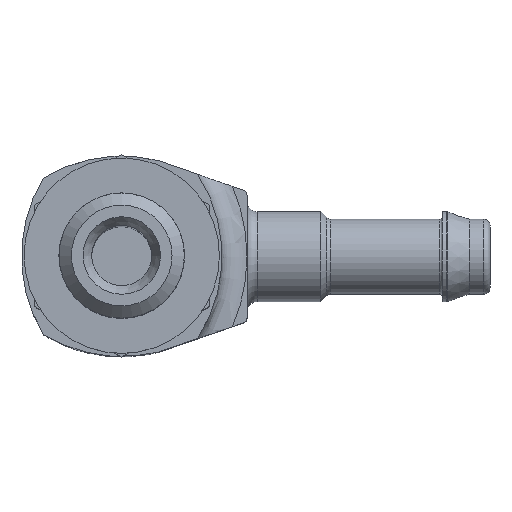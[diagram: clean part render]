
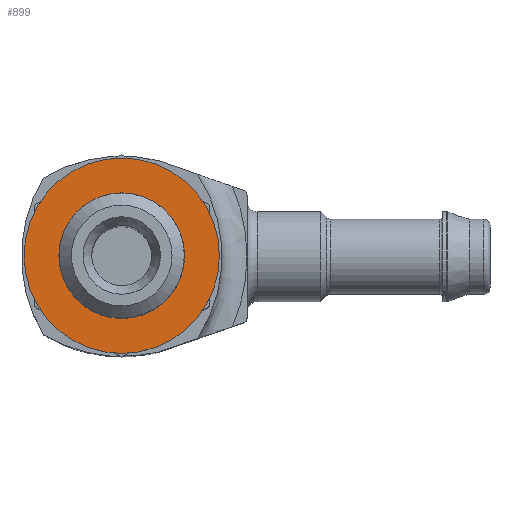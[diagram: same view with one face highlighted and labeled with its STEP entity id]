
A CAD part, top view. The second image highlights one B-rep face of the part: STEP entity #899.
In plain terms, the highlighted planar face has unit normal (0, 0, 1).
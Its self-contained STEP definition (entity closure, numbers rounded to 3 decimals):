
#128=PLANE('',#1031);
#373=ORIENTED_EDGE('',*,*,#489,.F.);
#374=ORIENTED_EDGE('',*,*,#481,.T.);
#481=EDGE_CURVE('',#561,#561,#618,.T.);
#489=EDGE_CURVE('',#569,#569,#626,.T.);
#561=VERTEX_POINT('',#1620);
#569=VERTEX_POINT('',#1643);
#618=CIRCLE('',#1015,3.9);
#626=CIRCLE('',#1030,2.51);
#718=EDGE_LOOP('',(#373));
#719=EDGE_LOOP('',(#374));
#815=FACE_BOUND('',#718,.T.);
#816=FACE_BOUND('',#719,.T.);
#899=ADVANCED_FACE('',(#815,#816),#128,.F.);
#1015=AXIS2_PLACEMENT_3D('',#1619,#1274,#1275);
#1030=AXIS2_PLACEMENT_3D('',#1642,#1304,#1305);
#1031=AXIS2_PLACEMENT_3D('',#1644,#1306,#1307);
#1274=DIRECTION('',(0.,0.,1.));
#1275=DIRECTION('',(1.,0.,0.));
#1304=DIRECTION('',(0.,0.,1.));
#1305=DIRECTION('',(1.,0.,0.));
#1306=DIRECTION('',(0.,0.,-1.));
#1307=DIRECTION('',(-1.,0.,0.));
#1619=CARTESIAN_POINT('',(0.,0.,22.3));
#1620=CARTESIAN_POINT('',(3.9,0.,22.3));
#1642=CARTESIAN_POINT('',(0.,0.,22.3));
#1643=CARTESIAN_POINT('',(2.51,0.,22.3));
#1644=CARTESIAN_POINT('',(3.5,0.,22.3));
